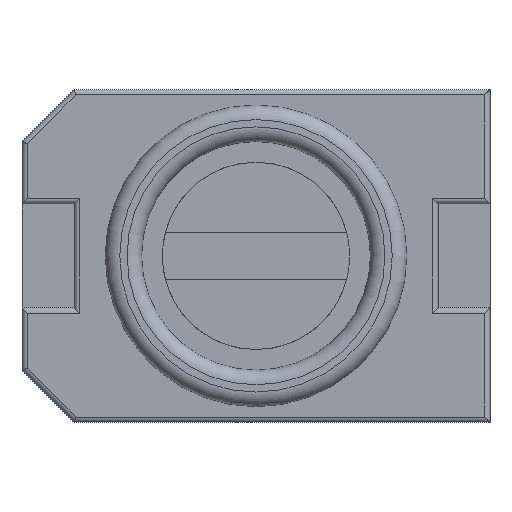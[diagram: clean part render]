
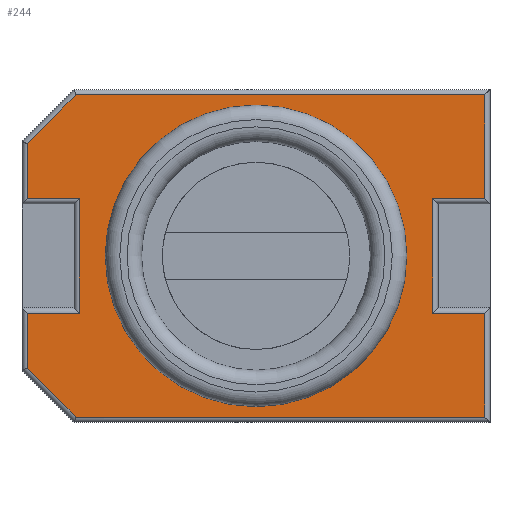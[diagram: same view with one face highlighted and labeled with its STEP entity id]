
A CAD part, top view. The second image highlights one B-rep face of the part: STEP entity #244.
In plain terms, the highlighted planar face has unit normal (0, 0, 1).
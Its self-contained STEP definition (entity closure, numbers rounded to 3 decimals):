
#13=DIRECTION('',(0.,0.,1.));
#30=DIRECTION('',(1.,0.,0.));
#37=VECTOR('',#30,1.);
#50=VECTOR('',#51,1.);
#51=DIRECTION('',(-1.,0.,0.));
#64=CARTESIAN_POINT('',(0.,0.,0.81));
#117=DIRECTION('',(0.,-1.,0.));
#128=DIRECTION('',(0.,1.,0.));
#139=PLANE('',#140);
#140=AXIS2_PLACEMENT_3D('',#141,#13,#30);
#141=CARTESIAN_POINT('',(0.085,0.,0.81));
#234=VERTEX_POINT('',#235);
#235=CARTESIAN_POINT('',(1.45,0.,0.81));
#237=ORIENTED_EDGE('',*,*,#238,.F.);
#238=EDGE_CURVE('',#234,#234,#239,.T.);
#239=CIRCLE('',#240,1.45);
#240=AXIS2_PLACEMENT_3D('',#64,#13,#30);
#244=ADVANCED_FACE('',(#245,#337),#139,.T.);
#245=FACE_BOUND('',#246,.T.);
#246=EDGE_LOOP('',(#247,#257,#263,#270,#276,#282,#288,#294,#300,#308,#315,#321,#327,#333));
#247=ORIENTED_EDGE('',*,*,#248,.T.);
#248=EDGE_CURVE('',#249,#251,#253,.T.);
#249=VERTEX_POINT('',#250);
#250=CARTESIAN_POINT('',(-2.2,-1.079,0.81));
#251=VERTEX_POINT('',#252);
#252=CARTESIAN_POINT('',(-1.729,-1.55,0.81));
#253=LINE('',#254,#255);
#254=CARTESIAN_POINT('',(-2.215,-1.065,0.81));
#255=VECTOR('',#256,1.);
#256=DIRECTION('',(0.707,-0.707,0.));
#257=ORIENTED_EDGE('',*,*,#258,.T.);
#258=EDGE_CURVE('',#251,#259,#261,.T.);
#259=VERTEX_POINT('',#260);
#260=CARTESIAN_POINT('',(2.2,-1.55,0.81));
#261=LINE('',#262,#37);
#262=CARTESIAN_POINT('',(-1.75,-1.55,0.81));
#263=ORIENTED_EDGE('',*,*,#264,.T.);
#264=EDGE_CURVE('',#259,#265,#267,.T.);
#265=VERTEX_POINT('',#266);
#266=CARTESIAN_POINT('',(2.2,-0.55,0.81));
#267=LINE('',#268,#269);
#268=CARTESIAN_POINT('',(2.2,-1.6,0.81));
#269=VECTOR('',#128,1.);
#270=ORIENTED_EDGE('',*,*,#271,.T.);
#271=EDGE_CURVE('',#265,#272,#274,.T.);
#272=VERTEX_POINT('',#273);
#273=CARTESIAN_POINT('',(1.7,-0.55,0.81));
#274=LINE('',#275,#50);
#275=CARTESIAN_POINT('',(2.25,-0.55,0.81));
#276=ORIENTED_EDGE('',*,*,#277,.T.);
#277=EDGE_CURVE('',#272,#278,#280,.T.);
#278=VERTEX_POINT('',#279);
#279=CARTESIAN_POINT('',(1.7,0.55,0.81));
#280=LINE('',#281,#269);
#281=CARTESIAN_POINT('',(1.7,-0.5,0.81));
#282=ORIENTED_EDGE('',*,*,#283,.T.);
#283=EDGE_CURVE('',#278,#284,#286,.T.);
#284=VERTEX_POINT('',#285);
#285=CARTESIAN_POINT('',(2.2,0.55,0.81));
#286=LINE('',#287,#37);
#287=CARTESIAN_POINT('',(1.75,0.55,0.81));
#288=ORIENTED_EDGE('',*,*,#289,.T.);
#289=EDGE_CURVE('',#284,#290,#292,.T.);
#290=VERTEX_POINT('',#291);
#291=CARTESIAN_POINT('',(2.2,1.55,0.81));
#292=LINE('',#293,#269);
#293=CARTESIAN_POINT('',(2.2,0.5,0.81));
#294=ORIENTED_EDGE('',*,*,#295,.T.);
#295=EDGE_CURVE('',#290,#296,#298,.T.);
#296=VERTEX_POINT('',#297);
#297=CARTESIAN_POINT('',(-1.729,1.55,0.81));
#298=LINE('',#299,#50);
#299=CARTESIAN_POINT('',(2.25,1.55,0.81));
#300=ORIENTED_EDGE('',*,*,#301,.T.);
#301=EDGE_CURVE('',#296,#302,#304,.T.);
#302=VERTEX_POINT('',#303);
#303=CARTESIAN_POINT('',(-2.2,1.079,0.81));
#304=LINE('',#305,#306);
#305=CARTESIAN_POINT('',(-1.715,1.565,0.81));
#306=VECTOR('',#307,1.);
#307=DIRECTION('',(-0.707,-0.707,0.));
#308=ORIENTED_EDGE('',*,*,#309,.T.);
#309=EDGE_CURVE('',#302,#310,#312,.T.);
#310=VERTEX_POINT('',#311);
#311=CARTESIAN_POINT('',(-2.2,0.55,0.81));
#312=LINE('',#313,#314);
#313=CARTESIAN_POINT('',(-2.2,1.1,0.81));
#314=VECTOR('',#117,1.);
#315=ORIENTED_EDGE('',*,*,#316,.T.);
#316=EDGE_CURVE('',#310,#317,#319,.T.);
#317=VERTEX_POINT('',#318);
#318=CARTESIAN_POINT('',(-1.7,0.55,0.81));
#319=LINE('',#320,#37);
#320=CARTESIAN_POINT('',(-2.25,0.55,0.81));
#321=ORIENTED_EDGE('',*,*,#322,.T.);
#322=EDGE_CURVE('',#317,#323,#325,.T.);
#323=VERTEX_POINT('',#324);
#324=CARTESIAN_POINT('',(-1.7,-0.55,0.81));
#325=LINE('',#326,#314);
#326=CARTESIAN_POINT('',(-1.7,0.5,0.81));
#327=ORIENTED_EDGE('',*,*,#328,.T.);
#328=EDGE_CURVE('',#323,#329,#331,.T.);
#329=VERTEX_POINT('',#330);
#330=CARTESIAN_POINT('',(-2.2,-0.55,0.81));
#331=LINE('',#332,#50);
#332=CARTESIAN_POINT('',(-1.75,-0.55,0.81));
#333=ORIENTED_EDGE('',*,*,#334,.T.);
#334=EDGE_CURVE('',#329,#249,#335,.T.);
#335=LINE('',#336,#314);
#336=CARTESIAN_POINT('',(-2.2,-0.5,0.81));
#337=FACE_BOUND('',#338,.T.);
#338=EDGE_LOOP('',(#237));
